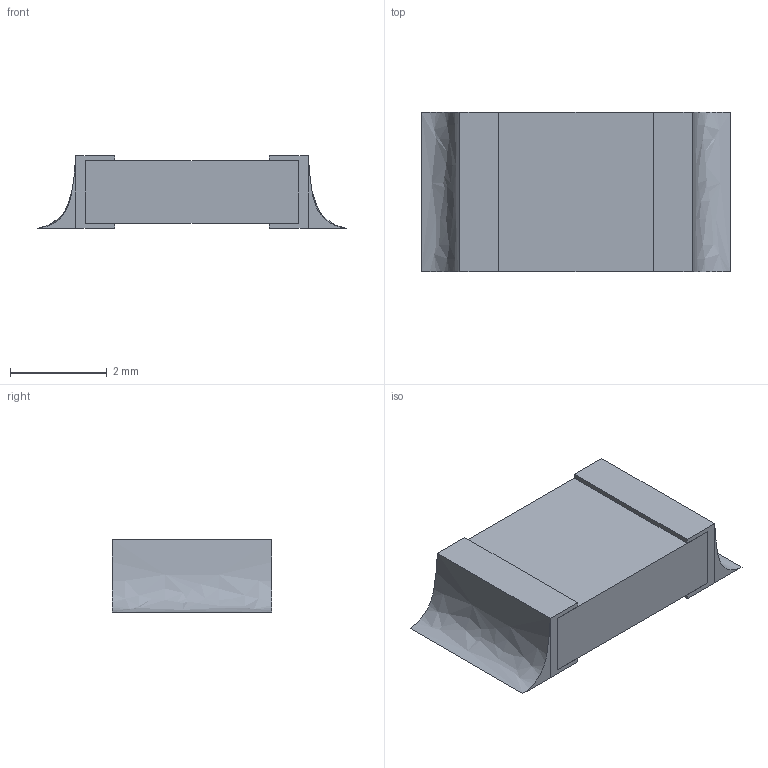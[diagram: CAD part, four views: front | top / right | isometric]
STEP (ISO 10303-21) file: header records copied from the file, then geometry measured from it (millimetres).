
FILE_DESCRIPTION(('STEP AP242'), '1');
FILE_NAME('櫻蠉錪', '', ('UNSPECIFIED'), ('UNSPECIFIED'), 'C3D Converter', 'C3D Toolkit', '');
FILE_SCHEMA(('AP242_MANAGED_MODEL_BASED_3D_ENGINEERING_MIM_LF { 1 0 10303 442 1 1 4 }'));
Length unit declared in the file: millimetre
Bounding box: 6.4 x 3.3 x 1.5 mm (x, y, z)
Volume: 23.1 mm3; surface area: 117.5 mm2
Topology: 5 solids, 5 shells, 36 faces, 78 edges, 52 vertices
Faces by surface type: plane 34, extrusion 2
Entity records: 1324 total; most frequent: CARTESIAN_POINT 185, ORIENTED_EDGE 156, DIRECTION 146, EDGE_CURVE 78, VECTOR 76, LINE 74, VERTEX_POINT 52, COLOUR_RGB 41
